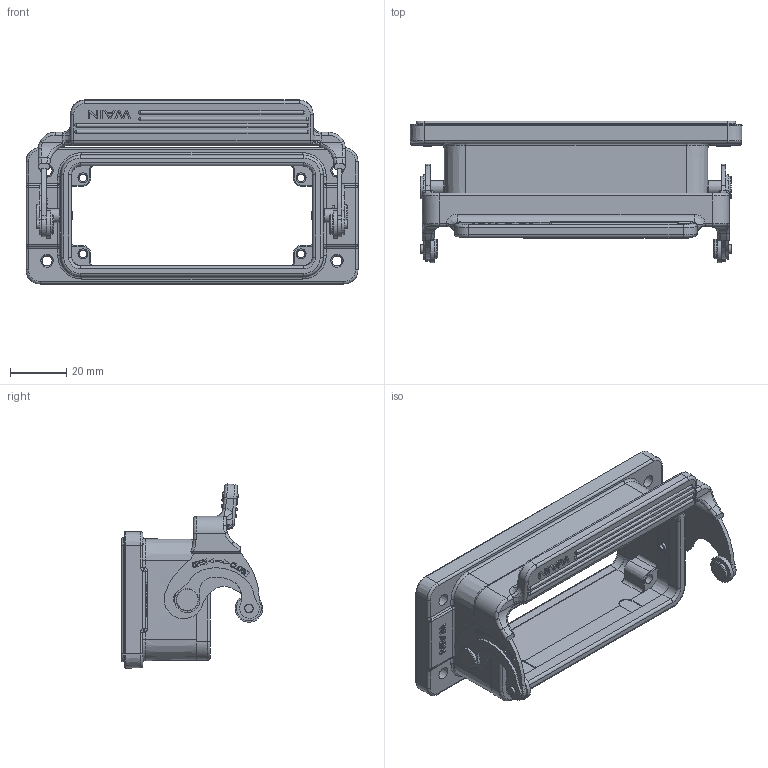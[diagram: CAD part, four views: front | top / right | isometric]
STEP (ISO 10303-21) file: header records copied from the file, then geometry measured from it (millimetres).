
FILE_DESCRIPTION(/* description */ (''),/* implementation_level */ '2;1');
FILE_NAME(/* name */ '3D_1241163211101_WV16B-BK-1L_SC_V1.0_stp.stp',/* time_stamp */ '2023-12-05T14:30:13+08:00',/* author */ (''),/* organization */ (''),/* preprocessor_version */ 'ST-DEVELOPER v18.1',/* originating_system */ 'SIEMENS PLM Software NX 1980',/* authorisation */ '');
FILE_SCHEMA (('AP203_CONFIGURATION_CONTROLLED_3D_DESIGN_OF_MECHANICAL_PARTS_AND_ASSEMBLIES_MIM_LF { 1 0 10303 403 2 1 2}'));
Length unit declared in the file: millimetre
Products named in the file (1): 3D_1241163211101_WV16B-BK-1L_SC_V1.0_stp
Bounding box: 117.99 x 50.23 x 65.43 mm (x, y, z)
Volume: 57155.6 mm3; surface area: 34793.5 mm2
Topology: 3 solids, 3 shells, 1072 faces, 2770 edges, 1766 vertices
Faces by surface type: plane 477, cylinder 361, torus 80, cone 62, extrusion 36, bspline 34, sphere 22
Full cylindrical faces by diameter (mm): 1.9 x2, 2.947 x4, 3 x4, 3.5 x4, 4.5 x4, 4.79 x2, 4.9 x2, 5 x4, 7 x2, 8 x2, 9.8 x2
Entity records: 38379 total; most frequent: CARTESIAN_POINT 8283, DIRECTION 5411, ORIENTED_EDGE 5292, EDGE_CURVE 2646, AXIS2_PLACEMENT_3D 1995, VERTEX_POINT 1718, VECTOR 1421, LINE 1385
